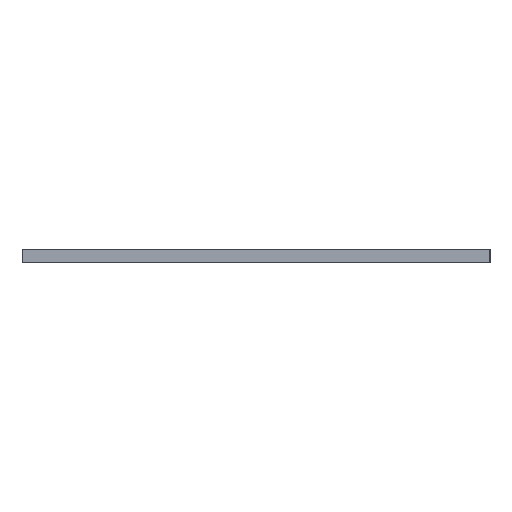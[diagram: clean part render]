
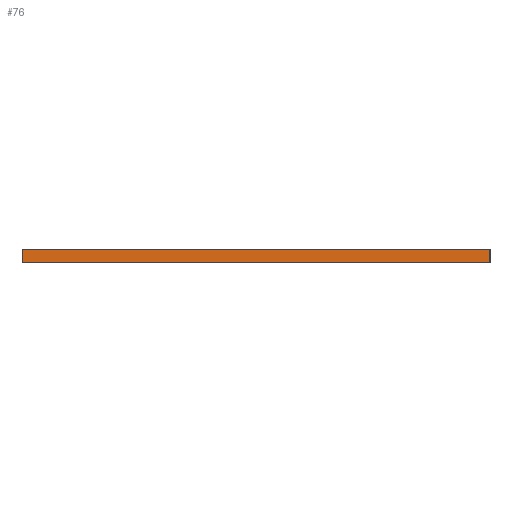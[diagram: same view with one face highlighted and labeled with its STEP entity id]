
A CAD part, left-side view. The second image highlights one B-rep face of the part: STEP entity #76.
In plain terms, the highlighted planar face has unit normal (-1, 0, 0).
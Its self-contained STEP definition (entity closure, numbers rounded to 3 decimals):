
#54=FACE_OUTER_BOUND('',#398,.T.);
#76=ADVANCED_FACE('',(#54),#118,.F.);
#118=PLANE('',#921);
#142=LINE('',#1204,#202);
#166=LINE('',#1293,#226);
#178=LINE('',#1350,#238);
#179=LINE('',#1351,#239);
#202=VECTOR('',#975,1.);
#226=VECTOR('',#1041,1.);
#238=VECTOR('',#1087,1.);
#239=VECTOR('',#1088,1.);
#398=EDGE_LOOP('',(#538,#539,#540,#541));
#538=ORIENTED_EDGE('',*,*,#790,.T.);
#539=ORIENTED_EDGE('',*,*,#818,.F.);
#540=ORIENTED_EDGE('',*,*,#746,.F.);
#541=ORIENTED_EDGE('',*,*,#819,.T.);
#666=VERTEX_POINT('',#1205);
#667=VERTEX_POINT('',#1206);
#710=VERTEX_POINT('',#1294);
#711=VERTEX_POINT('',#1295);
#746=EDGE_CURVE('',#666,#667,#142,.T.);
#790=EDGE_CURVE('',#710,#711,#166,.T.);
#818=EDGE_CURVE('',#667,#711,#178,.T.);
#819=EDGE_CURVE('',#666,#710,#179,.T.);
#921=AXIS2_PLACEMENT_3D('',#1352,#1089,#1090);
#975=DIRECTION('',(0.,-1.,0.));
#1041=DIRECTION('',(0.,-1.,0.));
#1087=DIRECTION('',(0.,0.,-1.));
#1088=DIRECTION('',(0.,0.,-1.));
#1089=DIRECTION('',(1.,0.,0.));
#1090=DIRECTION('',(0.,0.,-1.));
#1204=CARTESIAN_POINT('',(-140.,90.,5.));
#1205=CARTESIAN_POINT('',(-140.,86.,5.));
#1206=CARTESIAN_POINT('',(-140.,-86.,5.));
#1293=CARTESIAN_POINT('',(-140.,90.,0.));
#1294=CARTESIAN_POINT('',(-140.,86.,0.));
#1295=CARTESIAN_POINT('',(-140.,-86.,0.));
#1350=CARTESIAN_POINT('',(-140.,-86.,5.));
#1351=CARTESIAN_POINT('',(-140.,86.,5.));
#1352=CARTESIAN_POINT('',(-140.,90.,5.));
